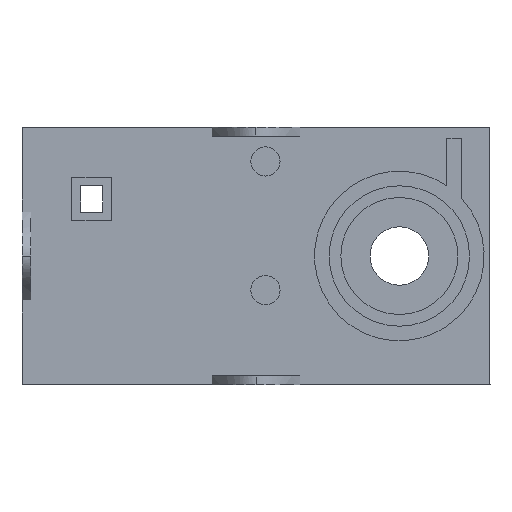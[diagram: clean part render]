
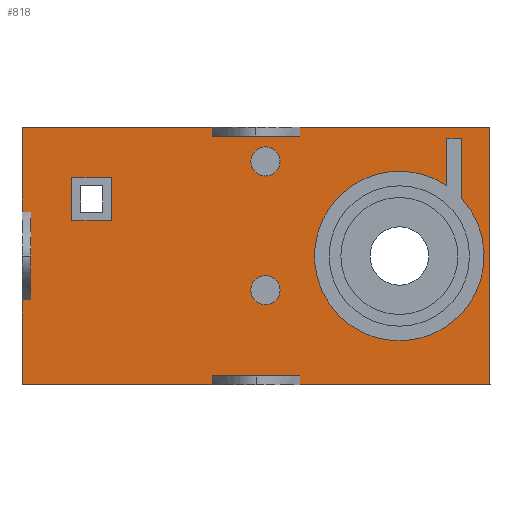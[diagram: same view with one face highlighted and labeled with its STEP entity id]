
A CAD part, front view. The second image highlights one B-rep face of the part: STEP entity #818.
In plain terms, the highlighted planar face has unit normal (0, -1, 0).
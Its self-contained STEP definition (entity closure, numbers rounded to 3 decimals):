
#34=LINE('',#1148,#120);
#35=LINE('',#1150,#121);
#36=LINE('',#1152,#122);
#37=LINE('',#1168,#123);
#40=LINE('',#1264,#126);
#41=LINE('',#1266,#127);
#42=LINE('',#1268,#128);
#43=LINE('',#1270,#129);
#44=LINE('',#1272,#130);
#45=LINE('',#1274,#131);
#46=LINE('',#1276,#132);
#47=LINE('',#1278,#133);
#48=LINE('',#1280,#134);
#49=LINE('',#1282,#135);
#50=LINE('',#1284,#136);
#51=LINE('',#1286,#137);
#52=LINE('',#1288,#138);
#53=LINE('',#1290,#139);
#54=LINE('',#1291,#140);
#55=LINE('',#1294,#141);
#56=LINE('',#1296,#142);
#57=LINE('',#1298,#143);
#58=LINE('',#1299,#144);
#120=VECTOR('',#948,10.);
#121=VECTOR('',#949,10.);
#122=VECTOR('',#950,10.);
#123=VECTOR('',#969,10.);
#126=VECTOR('',#976,10.);
#127=VECTOR('',#977,10.);
#128=VECTOR('',#978,10.);
#129=VECTOR('',#979,10.);
#130=VECTOR('',#980,10.);
#131=VECTOR('',#981,10.);
#132=VECTOR('',#982,10.);
#133=VECTOR('',#983,10.);
#134=VECTOR('',#984,10.);
#135=VECTOR('',#985,10.);
#136=VECTOR('',#986,10.);
#137=VECTOR('',#987,10.);
#138=VECTOR('',#988,10.);
#139=VECTOR('',#989,10.);
#140=VECTOR('',#990,10.);
#141=VECTOR('',#991,10.);
#142=VECTOR('',#992,10.);
#143=VECTOR('',#993,10.);
#144=VECTOR('',#994,10.);
#216=FACE_BOUND('',#285,.T.);
#217=FACE_BOUND('',#286,.T.);
#218=FACE_BOUND('',#287,.T.);
#219=FACE_BOUND('',#288,.T.);
#235=FACE_OUTER_BOUND('',#284,.T.);
#284=EDGE_LOOP('',(#570,#571,#572,#573,#574,#575,#576,#577,#578,#579,#580,
#581,#582,#583,#584,#585));
#285=EDGE_LOOP('',(#586,#587,#588,#589));
#286=EDGE_LOOP('',(#590));
#287=EDGE_LOOP('',(#591));
#288=EDGE_LOOP('',(#592,#593,#594,#595));
#340=CIRCLE('',#879,14.5);
#343=CIRCLE('',#884,2.5);
#344=CIRCLE('',#886,2.5);
#358=VERTEX_POINT('',#1146);
#359=VERTEX_POINT('',#1147);
#360=VERTEX_POINT('',#1149);
#361=VERTEX_POINT('',#1151);
#364=VERTEX_POINT('',#1160);
#365=VERTEX_POINT('',#1163);
#366=VERTEX_POINT('',#1166);
#367=VERTEX_POINT('',#1167);
#372=VERTEX_POINT('',#1263);
#373=VERTEX_POINT('',#1265);
#374=VERTEX_POINT('',#1267);
#375=VERTEX_POINT('',#1269);
#376=VERTEX_POINT('',#1271);
#377=VERTEX_POINT('',#1273);
#378=VERTEX_POINT('',#1275);
#379=VERTEX_POINT('',#1277);
#380=VERTEX_POINT('',#1279);
#381=VERTEX_POINT('',#1281);
#382=VERTEX_POINT('',#1283);
#383=VERTEX_POINT('',#1285);
#384=VERTEX_POINT('',#1287);
#385=VERTEX_POINT('',#1289);
#386=VERTEX_POINT('',#1292);
#387=VERTEX_POINT('',#1293);
#388=VERTEX_POINT('',#1295);
#389=VERTEX_POINT('',#1297);
#438=EDGE_CURVE('',#358,#359,#34,.T.);
#439=EDGE_CURVE('',#360,#358,#35,.T.);
#440=EDGE_CURVE('',#361,#360,#36,.T.);
#441=EDGE_CURVE('',#361,#359,#340,.T.);
#444=EDGE_CURVE('',#364,#364,#343,.T.);
#445=EDGE_CURVE('',#365,#365,#344,.T.);
#446=EDGE_CURVE('',#366,#367,#37,.T.);
#452=EDGE_CURVE('',#367,#372,#40,.T.);
#453=EDGE_CURVE('',#373,#372,#41,.T.);
#454=EDGE_CURVE('',#373,#374,#42,.T.);
#455=EDGE_CURVE('',#374,#375,#43,.T.);
#456=EDGE_CURVE('',#375,#376,#44,.T.);
#457=EDGE_CURVE('',#376,#377,#45,.T.);
#458=EDGE_CURVE('',#377,#378,#46,.T.);
#459=EDGE_CURVE('',#378,#379,#47,.T.);
#460=EDGE_CURVE('',#379,#380,#48,.T.);
#461=EDGE_CURVE('',#380,#381,#49,.T.);
#462=EDGE_CURVE('',#381,#382,#50,.T.);
#463=EDGE_CURVE('',#382,#383,#51,.T.);
#464=EDGE_CURVE('',#384,#383,#52,.T.);
#465=EDGE_CURVE('',#385,#384,#53,.T.);
#466=EDGE_CURVE('',#385,#366,#54,.T.);
#467=EDGE_CURVE('',#386,#387,#55,.T.);
#468=EDGE_CURVE('',#387,#388,#56,.T.);
#469=EDGE_CURVE('',#388,#389,#57,.T.);
#470=EDGE_CURVE('',#389,#386,#58,.T.);
#570=ORIENTED_EDGE('',*,*,#446,.T.);
#571=ORIENTED_EDGE('',*,*,#452,.T.);
#572=ORIENTED_EDGE('',*,*,#453,.F.);
#573=ORIENTED_EDGE('',*,*,#454,.T.);
#574=ORIENTED_EDGE('',*,*,#455,.T.);
#575=ORIENTED_EDGE('',*,*,#456,.T.);
#576=ORIENTED_EDGE('',*,*,#457,.T.);
#577=ORIENTED_EDGE('',*,*,#458,.T.);
#578=ORIENTED_EDGE('',*,*,#459,.T.);
#579=ORIENTED_EDGE('',*,*,#460,.T.);
#580=ORIENTED_EDGE('',*,*,#461,.T.);
#581=ORIENTED_EDGE('',*,*,#462,.T.);
#582=ORIENTED_EDGE('',*,*,#463,.T.);
#583=ORIENTED_EDGE('',*,*,#464,.F.);
#584=ORIENTED_EDGE('',*,*,#465,.F.);
#585=ORIENTED_EDGE('',*,*,#466,.T.);
#586=ORIENTED_EDGE('',*,*,#438,.T.);
#587=ORIENTED_EDGE('',*,*,#441,.F.);
#588=ORIENTED_EDGE('',*,*,#440,.T.);
#589=ORIENTED_EDGE('',*,*,#439,.T.);
#590=ORIENTED_EDGE('',*,*,#444,.T.);
#591=ORIENTED_EDGE('',*,*,#445,.T.);
#592=ORIENTED_EDGE('',*,*,#467,.T.);
#593=ORIENTED_EDGE('',*,*,#468,.T.);
#594=ORIENTED_EDGE('',*,*,#469,.T.);
#595=ORIENTED_EDGE('',*,*,#470,.T.);
#785=PLANE('',#889);
#818=ADVANCED_FACE('',(#235,#216,#217,#218,#219),#785,.F.);
#879=AXIS2_PLACEMENT_3D('',#1153,#951,#952);
#884=AXIS2_PLACEMENT_3D('',#1161,#961,#962);
#886=AXIS2_PLACEMENT_3D('',#1164,#965,#966);
#889=AXIS2_PLACEMENT_3D('',#1262,#974,#975);
#948=DIRECTION('',(0.,0.,-1.));
#949=DIRECTION('',(1.,0.,0.));
#950=DIRECTION('',(0.,0.,1.));
#951=DIRECTION('center_axis',(0.,-1.,0.));
#952=DIRECTION('ref_axis',(0.,0.,1.));
#961=DIRECTION('center_axis',(0.,1.,0.));
#962=DIRECTION('ref_axis',(1.,0.,0.));
#965=DIRECTION('center_axis',(0.,1.,0.));
#966=DIRECTION('ref_axis',(1.,0.,0.));
#969=DIRECTION('',(-1.,0.,0.));
#974=DIRECTION('center_axis',(0.,1.,0.));
#975=DIRECTION('ref_axis',(0.,0.,-1.));
#976=DIRECTION('',(0.,0.,1.));
#977=DIRECTION('',(1.,0.,0.));
#978=DIRECTION('',(0.,0.,-1.));
#979=DIRECTION('',(1.,0.,0.));
#980=DIRECTION('',(0.,0.,-1.));
#981=DIRECTION('',(-1.,0.,0.));
#982=DIRECTION('',(0.,0.,-1.));
#983=DIRECTION('',(1.,0.,0.));
#984=DIRECTION('',(0.,0.,1.));
#985=DIRECTION('',(1.,0.,0.));
#986=DIRECTION('',(0.,0.,-1.));
#987=DIRECTION('',(1.,0.,0.));
#988=DIRECTION('',(0.,0.,-1.));
#989=DIRECTION('',(1.,0.,0.));
#990=DIRECTION('',(0.,0.,-1.));
#991=DIRECTION('',(0.,0.,1.));
#992=DIRECTION('',(1.,0.,0.));
#993=DIRECTION('',(0.,0.,-1.));
#994=DIRECTION('',(-1.,0.,0.));
#1146=CARTESIAN_POINT('',(17.5,23.114,15.));
#1147=CARTESIAN_POINT('',(17.5,23.114,4.707));
#1148=CARTESIAN_POINT('',(17.5,23.114,-2.585));
#1149=CARTESIAN_POINT('',(15.,23.114,15.));
#1150=CARTESIAN_POINT('',(-0.558,23.114,15.));
#1151=CARTESIAN_POINT('',(15.,23.114,6.847));
#1152=CARTESIAN_POINT('',(15.,23.114,4.915));
#1153=CARTESIAN_POINT('Origin',(6.884,23.114,-5.169));
#1160=CARTESIAN_POINT('',(-18.5,23.114,11.));
#1161=CARTESIAN_POINT('Origin',(-16.,23.114,11.));
#1163=CARTESIAN_POINT('',(-18.5,23.114,-11.));
#1164=CARTESIAN_POINT('Origin',(-16.,23.114,-11.));
#1166=CARTESIAN_POINT('',(-10.116,23.114,15.331));
#1167=CARTESIAN_POINT('',(-25.116,23.114,15.331));
#1168=CARTESIAN_POINT('',(-21.866,23.114,15.331));
#1262=CARTESIAN_POINT('Origin',(-18.616,23.114,-5.169));
#1263=CARTESIAN_POINT('',(-25.116,23.114,16.831));
#1264=CARTESIAN_POINT('',(-25.116,23.114,5.831));
#1265=CARTESIAN_POINT('',(-57.616,23.114,16.831));
#1266=CARTESIAN_POINT('',(21.384,23.114,16.831));
#1267=CARTESIAN_POINT('',(-57.616,23.114,2.331));
#1268=CARTESIAN_POINT('',(-57.616,23.114,5.831));
#1269=CARTESIAN_POINT('',(-56.116,23.114,2.331));
#1270=CARTESIAN_POINT('',(-37.366,23.114,2.331));
#1271=CARTESIAN_POINT('',(-56.116,23.114,-12.669));
#1272=CARTESIAN_POINT('',(-56.116,23.114,-8.919));
#1273=CARTESIAN_POINT('',(-57.616,23.114,-12.669));
#1274=CARTESIAN_POINT('',(-38.116,23.114,-12.669));
#1275=CARTESIAN_POINT('',(-57.616,23.114,-27.169));
#1276=CARTESIAN_POINT('',(-57.616,23.114,5.831));
#1277=CARTESIAN_POINT('',(-25.116,23.114,-27.169));
#1278=CARTESIAN_POINT('',(21.384,23.114,-27.169));
#1279=CARTESIAN_POINT('',(-25.116,23.114,-25.669));
#1280=CARTESIAN_POINT('',(-25.116,23.114,-15.419));
#1281=CARTESIAN_POINT('',(-10.116,23.114,-25.669));
#1282=CARTESIAN_POINT('',(-14.366,23.114,-25.669));
#1283=CARTESIAN_POINT('',(-10.116,23.114,-27.169));
#1284=CARTESIAN_POINT('',(-10.116,23.114,-16.169));
#1285=CARTESIAN_POINT('',(22.384,23.114,-27.169));
#1286=CARTESIAN_POINT('',(21.384,23.114,-27.169));
#1287=CARTESIAN_POINT('',(22.384,23.114,16.831));
#1288=CARTESIAN_POINT('',(22.384,23.114,-5.169));
#1289=CARTESIAN_POINT('',(-10.116,23.114,16.831));
#1290=CARTESIAN_POINT('',(21.384,23.114,16.831));
#1291=CARTESIAN_POINT('',(-10.116,23.114,5.081));
#1292=CARTESIAN_POINT('',(-49.116,23.114,0.831));
#1293=CARTESIAN_POINT('',(-49.116,23.114,8.331));
#1294=CARTESIAN_POINT('',(-49.116,23.114,1.581));
#1295=CARTESIAN_POINT('',(-42.316,23.114,8.331));
#1296=CARTESIAN_POINT('',(-30.466,23.114,8.331));
#1297=CARTESIAN_POINT('',(-42.316,23.114,0.831));
#1298=CARTESIAN_POINT('',(-42.316,23.114,-2.169));
#1299=CARTESIAN_POINT('',(-33.866,23.114,0.831));
